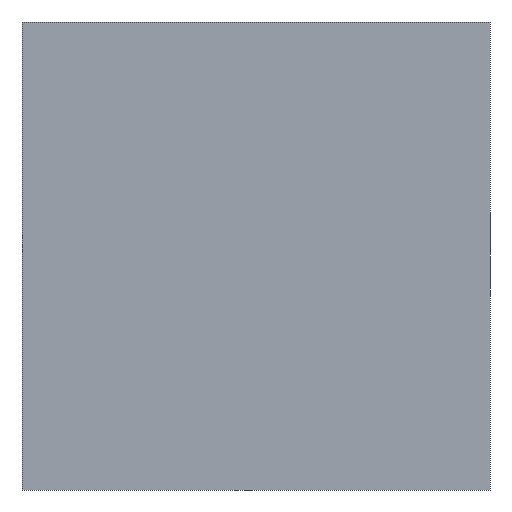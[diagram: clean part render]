
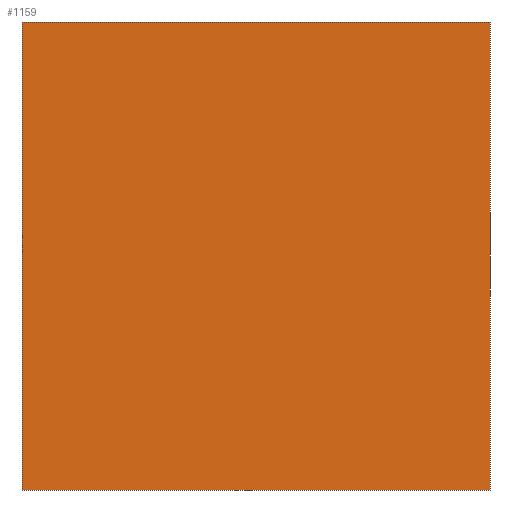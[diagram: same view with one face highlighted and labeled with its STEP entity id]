
A CAD part, front view. The second image highlights one B-rep face of the part: STEP entity #1159.
In plain terms, the highlighted planar face has unit normal (0, -1, 0).
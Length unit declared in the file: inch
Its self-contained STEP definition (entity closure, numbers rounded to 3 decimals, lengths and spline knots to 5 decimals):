
#358=DIRECTION('',(0.,0.,1.));
#359=VECTOR('',#358,1.5);
#360=CARTESIAN_POINT('',(0.,-2.3622,-1.5));
#361=LINE('50',#360,#359);
#362=DIRECTION('',(1.,0.,0.));
#363=VECTOR('',#362,1.5);
#364=CARTESIAN_POINT('',(0.,-2.3622,0.));
#365=LINE('51',#364,#363);
#366=DIRECTION('',(0.,0.,-1.));
#367=VECTOR('',#366,1.5);
#368=CARTESIAN_POINT('',(1.5,-2.3622,0.));
#369=LINE('52',#368,#367);
#370=DIRECTION('',(-1.,0.,0.));
#371=VECTOR('',#370,1.5);
#372=CARTESIAN_POINT('',(1.5,-2.3622,-1.5));
#373=LINE('53',#372,#371);
#908=CARTESIAN_POINT('',(0.,-2.3622,-1.5));
#909=CARTESIAN_POINT('',(0.,-2.3622,0.));
#910=VERTEX_POINT('',#908);
#911=VERTEX_POINT('',#909);
#912=CARTESIAN_POINT('',(1.5,-2.3622,0.));
#913=VERTEX_POINT('',#912);
#914=CARTESIAN_POINT('',(1.5,-2.3622,-1.5));
#915=VERTEX_POINT('',#914);
#1148=CARTESIAN_POINT('',(0.,-2.3622,0.));
#1149=DIRECTION('',(0.,1.,0.));
#1150=DIRECTION('',(1.,0.,0.));
#1151=AXIS2_PLACEMENT_3D('',#1148,#1149,#1150);
#1152=PLANE('49',#1151);
#1153=ORIENTED_EDGE('50',*,*,#1054,.T.);
#1154=ORIENTED_EDGE('51',*,*,#1076,.T.);
#1155=ORIENTED_EDGE('52',*,*,#1097,.T.);
#1156=ORIENTED_EDGE('53',*,*,#1135,.T.);
#1157=EDGE_LOOP('49',(#1153,#1154,#1155,#1156));
#1158=FACE_OUTER_BOUND('49',#1157,.F.);
#1054=EDGE_CURVE('50',#910,#911,#361,.T.);
#1076=EDGE_CURVE('51',#911,#913,#365,.T.);
#1097=EDGE_CURVE('52',#913,#915,#369,.T.);
#1135=EDGE_CURVE('53',#915,#910,#373,.T.);
#1159=ADVANCED_FACE('49',(#1158),#1152,.F.);
